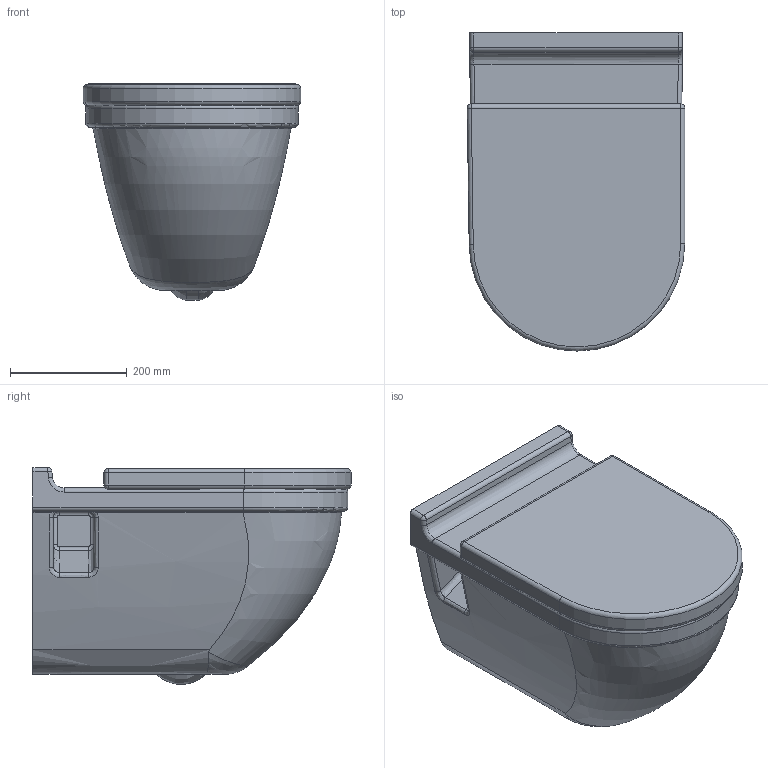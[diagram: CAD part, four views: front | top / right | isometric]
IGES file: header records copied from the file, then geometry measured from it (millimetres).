
Global section: file name: No Iges File Name specified; native system: AutoDesk Inventor R11.0; preprocessor: AutoDesk Inventor Iges Exporter R11.0; author: No Author specified; organization: No Organization specified; date: 20070804.153848; units: millimetre
Bounding box: 373.23 x 545.89 x 372.23 mm (x, y, z)
Volume: 36237880.1 mm3; surface area: 1309474.1 mm2
Topology: 3 solids, 3 shells, 195 faces, 453 edges, 259 vertices
Faces by surface type: bspline 57, plane 41, revolution 40, cylinder 29, torus 20, sphere 8
